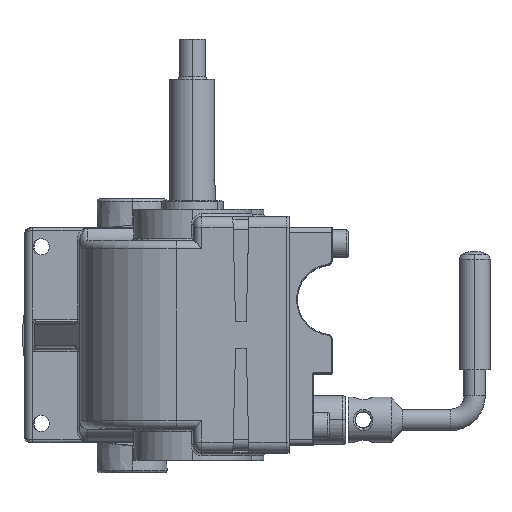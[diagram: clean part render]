
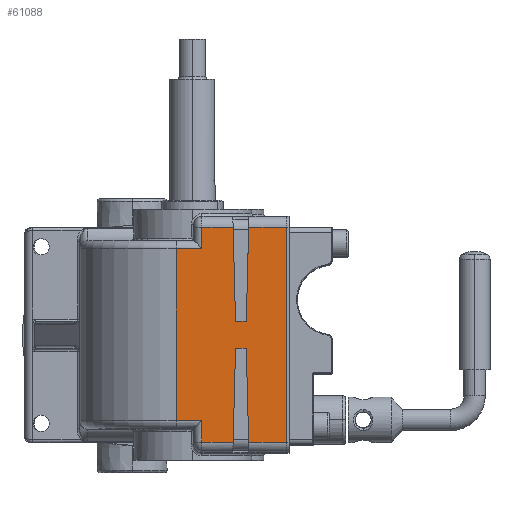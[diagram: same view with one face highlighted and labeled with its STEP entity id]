
A CAD part, top view. The second image highlights one B-rep face of the part: STEP entity #61088.
In plain terms, the highlighted face is planar.
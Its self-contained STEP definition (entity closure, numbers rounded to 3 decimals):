
#878 = CARTESIAN_POINT ( 'NONE',  ( 131.5, -41.5, 165. ) ) ;
#1047 = EDGE_CURVE ( 'NONE', #67189, #41044, #49329, .T. ) ;
#1146 = CARTESIAN_POINT ( 'NONE',  ( 131.5, -14.603, 240. ) ) ;
#2116 = EDGE_CURVE ( 'NONE', #21305, #61229, #34094, .T. ) ;
#2686 = DIRECTION ( 'NONE',  ( 1., 0., 0. ) ) ;
#3197 = CARTESIAN_POINT ( 'NONE',  ( 131.5, -15.5, 205. ) ) ;
#3572 = VERTEX_POINT ( 'NONE', #28456 ) ;
#3701 = DIRECTION ( 'NONE',  ( 0., -0.026, -1. ) ) ;
#5011 = ORIENTED_EDGE ( 'NONE', *, *, #1047, .T. ) ;
#5757 = CARTESIAN_POINT ( 'NONE',  ( 131.5, -20.5, 156. ) ) ;
#6093 = EDGE_CURVE ( 'NONE', #62708, #41044, #68453, .T. ) ;
#6176 = ORIENTED_EDGE ( 'NONE', *, *, #79607, .F. ) ;
#6528 = VECTOR ( 'NONE', #3701, 1000. ) ;
#8225 = CARTESIAN_POINT ( 'NONE',  ( 131.5, -32., 156. ) ) ;
#10329 = CARTESIAN_POINT ( 'NONE',  ( 131.5, -20.5, 244. ) ) ;
#10800 = VERTEX_POINT ( 'NONE', #30035 ) ;
#12522 = CARTESIAN_POINT ( 'NONE',  ( 131.5, -32., 244. ) ) ;
#12708 = CARTESIAN_POINT ( 'NONE',  ( 131.5, -14.603, 160. ) ) ;
#15157 = ORIENTED_EDGE ( 'NONE', *, *, #21746, .T. ) ;
#15232 = CARTESIAN_POINT ( 'NONE',  ( 131.5, -32., 240. ) ) ;
#15974 = ORIENTED_EDGE ( 'NONE', *, *, #39412, .F. ) ;
#16258 = LINE ( 'NONE', #53721, #84462 ) ;
#16475 = CARTESIAN_POINT ( 'NONE',  ( 131.5, -19.5, 195. ) ) ;
#18617 = FACE_OUTER_BOUND ( 'NONE', #72725, .T. ) ;
#21305 = VERTEX_POINT ( 'NONE', #1146 ) ;
#21746 = EDGE_CURVE ( 'NONE', #75041, #51125, #56916, .T. ) ;
#21957 = LINE ( 'NONE', #878, #24968 ) ;
#22176 = DIRECTION ( 'NONE',  ( 0., -0.026, -1. ) ) ;
#23775 = VECTOR ( 'NONE', #25916, 1000. ) ;
#24968 = VECTOR ( 'NONE', #46540, 1000. ) ;
#25224 = VECTOR ( 'NONE', #98774, 1000. ) ;
#25916 = DIRECTION ( 'NONE',  ( 0., 1., 0. ) ) ;
#27890 = VECTOR ( 'NONE', #44606, 1000. ) ;
#28357 = VERTEX_POINT ( 'NONE', #34801 ) ;
#28456 = CARTESIAN_POINT ( 'NONE',  ( 131.5, -41.5, 232. ) ) ;
#28470 = CARTESIAN_POINT ( 'NONE',  ( 131.5, -19.5, 205. ) ) ;
#30035 = CARTESIAN_POINT ( 'NONE',  ( 131.5, -32., 232. ) ) ;
#30759 = EDGE_CURVE ( 'NONE', #58600, #61229, #100518, .T. ) ;
#30802 = LINE ( 'NONE', #93341, #46537 ) ;
#32036 = EDGE_CURVE ( 'NONE', #51125, #83281, #16258, .T. ) ;
#32085 = EDGE_CURVE ( 'NONE', #92425, #86548, #61901, .T. ) ;
#32686 = ORIENTED_EDGE ( 'NONE', *, *, #101016, .F. ) ;
#33745 = VECTOR ( 'NONE', #69245, 1000. ) ;
#34094 = LINE ( 'NONE', #65378, #82794 ) ;
#34126 = CARTESIAN_POINT ( 'NONE',  ( 131.5, -18.5, 160. ) ) ;
#34521 = PLANE ( 'NONE',  #67970 ) ;
#34533 = ORIENTED_EDGE ( 'NONE', *, *, #6093, .F. ) ;
#34801 = CARTESIAN_POINT ( 'NONE',  ( 131.5, -41.5, 168. ) ) ;
#35236 = EDGE_CURVE ( 'NONE', #21305, #89854, #74459, .T. ) ;
#36992 = EDGE_CURVE ( 'NONE', #28357, #75041, #51788, .T. ) ;
#37171 = CARTESIAN_POINT ( 'NONE',  ( 131.5, -18.5, 240. ) ) ;
#37538 = ORIENTED_EDGE ( 'NONE', *, *, #30759, .T. ) ;
#38022 = CARTESIAN_POINT ( 'NONE',  ( 131.5, -15.5, 195. ) ) ;
#38246 = CARTESIAN_POINT ( 'NONE',  ( 131.5, -20.397, 240. ) ) ;
#38572 = LINE ( 'NONE', #5757, #81803 ) ;
#39412 = EDGE_CURVE ( 'NONE', #28357, #3572, #21957, .T. ) ;
#41044 = VERTEX_POINT ( 'NONE', #38246 ) ;
#41627 = DIRECTION ( 'NONE',  ( 0., -0.026, 1. ) ) ;
#41771 = VECTOR ( 'NONE', #76650, 1000. ) ;
#43710 = ORIENTED_EDGE ( 'NONE', *, *, #68169, .T. ) ;
#44179 = CARTESIAN_POINT ( 'NONE',  ( 131.5, -32., 168. ) ) ;
#44606 = DIRECTION ( 'NONE',  ( 0., 1., 0. ) ) ;
#46040 = DIRECTION ( 'NONE',  ( 0., 1., 0. ) ) ;
#46537 = VECTOR ( 'NONE', #54383, 1000. ) ;
#46540 = DIRECTION ( 'NONE',  ( 0., 0., 1. ) ) ;
#48442 = VECTOR ( 'NONE', #69102, 1000. ) ;
#48863 = CARTESIAN_POINT ( 'NONE',  ( 131.5, -18.5, 156. ) ) ;
#49329 = LINE ( 'NONE', #10329, #59638 ) ;
#51125 = VERTEX_POINT ( 'NONE', #92539 ) ;
#51788 = LINE ( 'NONE', #60492, #27890 ) ;
#52075 = LINE ( 'NONE', #28470, #91496 ) ;
#52545 = CARTESIAN_POINT ( 'NONE',  ( 131.5, -20.397, 160. ) ) ;
#52910 = CARTESIAN_POINT ( 'NONE',  ( 131.5, -0.5, 240. ) ) ;
#53721 = CARTESIAN_POINT ( 'NONE',  ( 131.5, -18.5, 160. ) ) ;
#54383 = DIRECTION ( 'NONE',  ( 0., 1., 0. ) ) ;
#55336 = ORIENTED_EDGE ( 'NONE', *, *, #60850, .T. ) ;
#55846 = VECTOR ( 'NONE', #79502, 1000. ) ;
#56916 = LINE ( 'NONE', #8225, #55846 ) ;
#58600 = VERTEX_POINT ( 'NONE', #73867 ) ;
#58700 = LINE ( 'NONE', #12522, #95386 ) ;
#59418 = EDGE_CURVE ( 'NONE', #87630, #92425, #95747, .T. ) ;
#59638 = VECTOR ( 'NONE', #41627, 1000. ) ;
#59748 = DIRECTION ( 'NONE',  ( 0., -1., 0. ) ) ;
#60492 = CARTESIAN_POINT ( 'NONE',  ( 131.5, -18.5, 168. ) ) ;
#60850 = EDGE_CURVE ( 'NONE', #87630, #58600, #74097, .T. ) ;
#61088 = ADVANCED_FACE ( 'NONE', ( #18617 ), #34521, .T. ) ;
#61229 = VERTEX_POINT ( 'NONE', #52910 ) ;
#61901 = LINE ( 'NONE', #99882, #48442 ) ;
#62708 = VERTEX_POINT ( 'NONE', #15232 ) ;
#65378 = CARTESIAN_POINT ( 'NONE',  ( 131.5, -18.5, 240. ) ) ;
#67189 = VERTEX_POINT ( 'NONE', #83843 ) ;
#67631 = ORIENTED_EDGE ( 'NONE', *, *, #2116, .F. ) ;
#67970 = AXIS2_PLACEMENT_3D ( 'NONE', #48863, #2686, #81656 ) ;
#68169 = EDGE_CURVE ( 'NONE', #89854, #67189, #52075, .T. ) ;
#68453 = LINE ( 'NONE', #37171, #41771 ) ;
#69102 = DIRECTION ( 'NONE',  ( 0., -1., 0. ) ) ;
#69245 = DIRECTION ( 'NONE',  ( 0., 0., 1. ) ) ;
#71267 = ORIENTED_EDGE ( 'NONE', *, *, #32036, .T. ) ;
#71370 = ORIENTED_EDGE ( 'NONE', *, *, #74073, .F. ) ;
#72523 = ORIENTED_EDGE ( 'NONE', *, *, #35236, .T. ) ;
#72725 = EDGE_LOOP ( 'NONE', ( #37538, #67631, #72523, #43710, #5011, #34533, #32686, #71370, #15974, #101026, #15157, #71267, #6176, #77150, #77466, #55336 ) ) ;
#73867 = CARTESIAN_POINT ( 'NONE',  ( 131.5, -0.5, 160. ) ) ;
#74073 = EDGE_CURVE ( 'NONE', #3572, #10800, #30802, .T. ) ;
#74097 = LINE ( 'NONE', #34126, #23775 ) ;
#74459 = LINE ( 'NONE', #3197, #6528 ) ;
#75041 = VERTEX_POINT ( 'NONE', #44179 ) ;
#76650 = DIRECTION ( 'NONE',  ( 0., 1., 0. ) ) ;
#77150 = ORIENTED_EDGE ( 'NONE', *, *, #32085, .F. ) ;
#77466 = ORIENTED_EDGE ( 'NONE', *, *, #59418, .F. ) ;
#79502 = DIRECTION ( 'NONE',  ( 0., 0., -1. ) ) ;
#79607 = EDGE_CURVE ( 'NONE', #86548, #83281, #38572, .T. ) ;
#80400 = CARTESIAN_POINT ( 'NONE',  ( 131.5, -15.5, 195. ) ) ;
#81656 = DIRECTION ( 'NONE',  ( 0., 0., -1. ) ) ;
#81803 = VECTOR ( 'NONE', #22176, 1000. ) ;
#82794 = VECTOR ( 'NONE', #95598, 1000. ) ;
#83281 = VERTEX_POINT ( 'NONE', #52545 ) ;
#83843 = CARTESIAN_POINT ( 'NONE',  ( 131.5, -19.5, 205. ) ) ;
#84462 = VECTOR ( 'NONE', #46040, 1000. ) ;
#86548 = VERTEX_POINT ( 'NONE', #16475 ) ;
#86658 = CARTESIAN_POINT ( 'NONE',  ( 131.5, -0.5, 152.044 ) ) ;
#87630 = VERTEX_POINT ( 'NONE', #12708 ) ;
#89854 = VERTEX_POINT ( 'NONE', #97498 ) ;
#91496 = VECTOR ( 'NONE', #59748, 1000. ) ;
#92425 = VERTEX_POINT ( 'NONE', #38022 ) ;
#92539 = CARTESIAN_POINT ( 'NONE',  ( 131.5, -32., 160. ) ) ;
#93341 = CARTESIAN_POINT ( 'NONE',  ( 131.5, -18.5, 232. ) ) ;
#95386 = VECTOR ( 'NONE', #96653, 1000. ) ;
#95598 = DIRECTION ( 'NONE',  ( 0., 1., 0. ) ) ;
#95747 = LINE ( 'NONE', #80400, #25224 ) ;
#96653 = DIRECTION ( 'NONE',  ( 0., 0., 1. ) ) ;
#97498 = CARTESIAN_POINT ( 'NONE',  ( 131.5, -15.5, 205. ) ) ;
#98774 = DIRECTION ( 'NONE',  ( 0., -0.026, 1. ) ) ;
#99882 = CARTESIAN_POINT ( 'NONE',  ( 131.5, -19.5, 195. ) ) ;
#100518 = LINE ( 'NONE', #86658, #33745 ) ;
#101016 = EDGE_CURVE ( 'NONE', #10800, #62708, #58700, .T. ) ;
#101026 = ORIENTED_EDGE ( 'NONE', *, *, #36992, .T. ) ;
